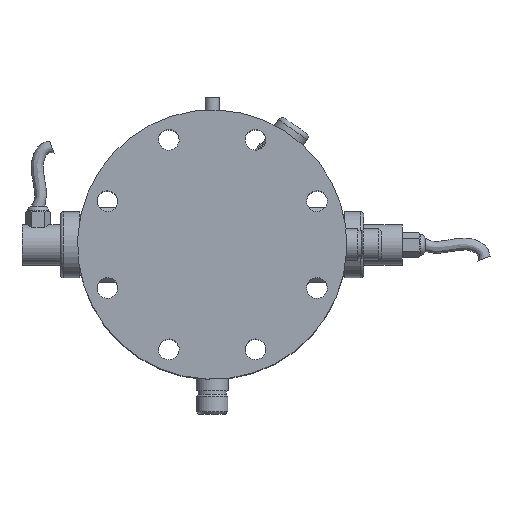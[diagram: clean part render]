
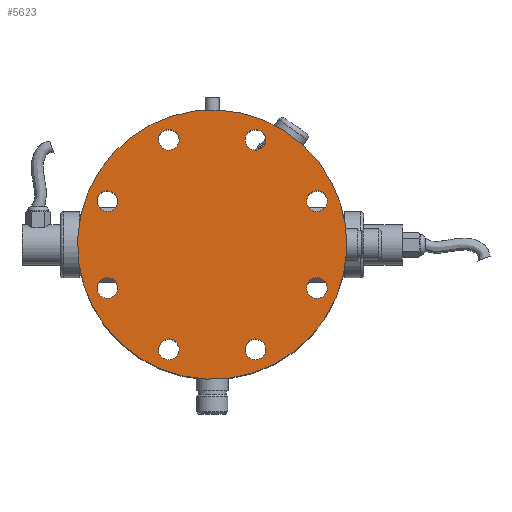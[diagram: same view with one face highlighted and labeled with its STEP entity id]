
A CAD part, top view. The second image highlights one B-rep face of the part: STEP entity #5623.
In plain terms, the highlighted planar face has unit normal (0, 0, 1).
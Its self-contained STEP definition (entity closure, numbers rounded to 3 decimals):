
#87 = AXIS2_PLACEMENT_3D ( 'NONE', #6558, #8429, #4167 ) ;
#106 = FACE_BOUND ( 'NONE', #5125, .T. ) ;
#326 = FACE_BOUND ( 'NONE', #3533, .T. ) ;
#447 = VERTEX_POINT ( 'NONE', #7222 ) ;
#622 = DIRECTION ( 'NONE',  ( 0., 0., 1. ) ) ;
#788 = CIRCLE ( 'NONE', #5131, 142.5 ) ;
#926 = AXIS2_PLACEMENT_3D ( 'NONE', #6227, #2036, #9568 ) ;
#1052 = CIRCLE ( 'NONE', #9942, 11. ) ;
#1090 = EDGE_LOOP ( 'NONE', ( #1251 ) ) ;
#1096 = DIRECTION ( 'NONE',  ( 0., 0., 1. ) ) ;
#1251 = ORIENTED_EDGE ( 'NONE', *, *, #3976, .F. ) ;
#1534 = ORIENTED_EDGE ( 'NONE', *, *, #2903, .F. ) ;
#1755 = PLANE ( 'NONE',  #2001 ) ;
#1790 = EDGE_LOOP ( 'NONE', ( #3616 ) ) ;
#1794 = CARTESIAN_POINT ( 'NONE',  ( 110.866, 45.922, 202. ) ) ;
#1804 = FACE_OUTER_BOUND ( 'NONE', #9415, .T. ) ;
#1840 = EDGE_CURVE ( 'NONE', #9625, #9625, #788, .T. ) ;
#1873 = DIRECTION ( 'NONE',  ( 0.383, 0.924, 0. ) ) ;
#2001 = AXIS2_PLACEMENT_3D ( 'NONE', #5996, #1096, #3666 ) ;
#2036 = DIRECTION ( 'NONE',  ( 0., 0., 1. ) ) ;
#2043 = CARTESIAN_POINT ( 'NONE',  ( 110.866, -45.922, 202. ) ) ;
#2143 = CARTESIAN_POINT ( 'NONE',  ( 131.653, -54.532, 202. ) ) ;
#2270 = ORIENTED_EDGE ( 'NONE', *, *, #2502, .F. ) ;
#2362 = CIRCLE ( 'NONE', #7244, 11. ) ;
#2502 = EDGE_CURVE ( 'NONE', #8166, #8166, #4802, .T. ) ;
#2642 = CIRCLE ( 'NONE', #3865, 11. ) ;
#2696 = EDGE_CURVE ( 'NONE', #6498, #6498, #2642, .T. ) ;
#2789 = FACE_BOUND ( 'NONE', #8416, .T. ) ;
#2822 = AXIS2_PLACEMENT_3D ( 'NONE', #10435, #2958, #7214 ) ;
#2903 = EDGE_CURVE ( 'NONE', #447, #447, #8929, .T. ) ;
#2958 = DIRECTION ( 'NONE',  ( 0., 0., 1. ) ) ;
#3143 = DIRECTION ( 'NONE',  ( 0.924, 0.383, 0. ) ) ;
#3533 = EDGE_LOOP ( 'NONE', ( #5078 ) ) ;
#3616 = ORIENTED_EDGE ( 'NONE', *, *, #8933, .F. ) ;
#3666 = DIRECTION ( 'NONE',  ( 1., 0., 0. ) ) ;
#3865 = AXIS2_PLACEMENT_3D ( 'NONE', #8485, #7671, #1873 ) ;
#3976 = EDGE_CURVE ( 'NONE', #5844, #5844, #5856, .T. ) ;
#4167 = DIRECTION ( 'NONE',  ( -0.924, -0.383, 0. ) ) ;
#4473 = EDGE_CURVE ( 'NONE', #4865, #4865, #9487, .T. ) ;
#4802 = CIRCLE ( 'NONE', #87, 11. ) ;
#4865 = VERTEX_POINT ( 'NONE', #9898 ) ;
#4956 = VERTEX_POINT ( 'NONE', #9991 ) ;
#5078 = ORIENTED_EDGE ( 'NONE', *, *, #7358, .F. ) ;
#5125 = EDGE_LOOP ( 'NONE', ( #9906 ) ) ;
#5131 = AXIS2_PLACEMENT_3D ( 'NONE', #10046, #8577, #9338 ) ;
#5232 = FACE_BOUND ( 'NONE', #6240, .T. ) ;
#5356 = DIRECTION ( 'NONE',  ( 0., 0., 1. ) ) ;
#5360 = DIRECTION ( 'NONE',  ( 0., 0., 1. ) ) ;
#5515 = CARTESIAN_POINT ( 'NONE',  ( 35.759, -115.075, 202. ) ) ;
#5623 = ADVANCED_FACE ( 'NONE', ( #106, #7714, #5232, #9285, #326, #2789, #5942, #6760, #1804 ), #1755, .T. ) ;
#5844 = VERTEX_POINT ( 'NONE', #10003 ) ;
#5856 = CIRCLE ( 'NONE', #8148, 11. ) ;
#5942 = FACE_BOUND ( 'NONE', #1790, .T. ) ;
#5996 = CARTESIAN_POINT ( 'NONE',  ( 0., 0., 202. ) ) ;
#6061 = EDGE_CURVE ( 'NONE', #8642, #8642, #2362, .T. ) ;
#6173 = CARTESIAN_POINT ( 'NONE',  ( 115.075, 35.759, 202. ) ) ;
#6227 = CARTESIAN_POINT ( 'NONE',  ( 45.922, 110.866, 202. ) ) ;
#6240 = EDGE_LOOP ( 'NONE', ( #2270 ) ) ;
#6498 = VERTEX_POINT ( 'NONE', #10603 ) ;
#6558 = CARTESIAN_POINT ( 'NONE',  ( 45.922, -110.866, 202. ) ) ;
#6695 = DIRECTION ( 'NONE',  ( 0.383, -0.924, 0. ) ) ;
#6716 = ORIENTED_EDGE ( 'NONE', *, *, #4473, .F. ) ;
#6760 = FACE_BOUND ( 'NONE', #7343, .T. ) ;
#7117 = CIRCLE ( 'NONE', #8184, 11. ) ;
#7140 = EDGE_LOOP ( 'NONE', ( #1534 ) ) ;
#7155 = VERTEX_POINT ( 'NONE', #10536 ) ;
#7169 = DIRECTION ( 'NONE',  ( -0.383, -0.924, 0. ) ) ;
#7214 = DIRECTION ( 'NONE',  ( -0.924, 0.383, 0. ) ) ;
#7222 = CARTESIAN_POINT ( 'NONE',  ( -56.085, -106.656, 202. ) ) ;
#7244 = AXIS2_PLACEMENT_3D ( 'NONE', #1794, #10142, #6695 ) ;
#7343 = EDGE_LOOP ( 'NONE', ( #6716 ) ) ;
#7358 = EDGE_CURVE ( 'NONE', #7155, #7155, #7117, .T. ) ;
#7474 = ORIENTED_EDGE ( 'NONE', *, *, #2696, .F. ) ;
#7671 = DIRECTION ( 'NONE',  ( 0., 0., 1. ) ) ;
#7714 = FACE_BOUND ( 'NONE', #1090, .T. ) ;
#8123 = CARTESIAN_POINT ( 'NONE',  ( -45.922, 110.866, 202. ) ) ;
#8148 = AXIS2_PLACEMENT_3D ( 'NONE', #2043, #5356, #7169 ) ;
#8166 = VERTEX_POINT ( 'NONE', #5515 ) ;
#8184 = AXIS2_PLACEMENT_3D ( 'NONE', #8809, #5360, #8756 ) ;
#8416 = EDGE_LOOP ( 'NONE', ( #7474 ) ) ;
#8429 = DIRECTION ( 'NONE',  ( 0., 0., 1. ) ) ;
#8485 = CARTESIAN_POINT ( 'NONE',  ( -110.866, 45.922, 202. ) ) ;
#8577 = DIRECTION ( 'NONE',  ( 0., 0., 1. ) ) ;
#8642 = VERTEX_POINT ( 'NONE', #6173 ) ;
#8756 = DIRECTION ( 'NONE',  ( -0.383, 0.924, 0. ) ) ;
#8809 = CARTESIAN_POINT ( 'NONE',  ( -110.866, -45.922, 202. ) ) ;
#8929 = CIRCLE ( 'NONE', #2822, 11. ) ;
#8933 = EDGE_CURVE ( 'NONE', #4956, #4956, #1052, .T. ) ;
#8939 = ORIENTED_EDGE ( 'NONE', *, *, #1840, .T. ) ;
#9285 = FACE_BOUND ( 'NONE', #7140, .T. ) ;
#9338 = DIRECTION ( 'NONE',  ( 0.924, -0.383, 0. ) ) ;
#9415 = EDGE_LOOP ( 'NONE', ( #8939 ) ) ;
#9487 = CIRCLE ( 'NONE', #926, 11. ) ;
#9568 = DIRECTION ( 'NONE',  ( 0.924, -0.383, 0. ) ) ;
#9625 = VERTEX_POINT ( 'NONE', #2143 ) ;
#9898 = CARTESIAN_POINT ( 'NONE',  ( 56.085, 106.656, 202. ) ) ;
#9906 = ORIENTED_EDGE ( 'NONE', *, *, #6061, .F. ) ;
#9942 = AXIS2_PLACEMENT_3D ( 'NONE', #8123, #622, #3143 ) ;
#9991 = CARTESIAN_POINT ( 'NONE',  ( -35.759, 115.075, 202. ) ) ;
#10003 = CARTESIAN_POINT ( 'NONE',  ( 106.656, -56.085, 202. ) ) ;
#10046 = CARTESIAN_POINT ( 'NONE',  ( 0., 0., 202. ) ) ;
#10142 = DIRECTION ( 'NONE',  ( 0., 0., 1. ) ) ;
#10435 = CARTESIAN_POINT ( 'NONE',  ( -45.922, -110.866, 202. ) ) ;
#10536 = CARTESIAN_POINT ( 'NONE',  ( -115.075, -35.759, 202. ) ) ;
#10603 = CARTESIAN_POINT ( 'NONE',  ( -106.656, 56.085, 202. ) ) ;
